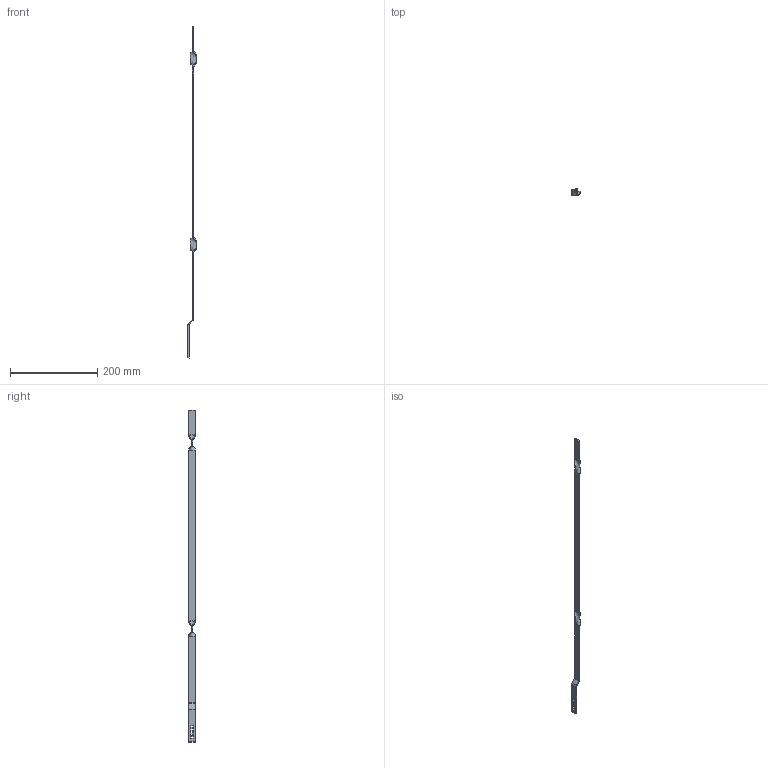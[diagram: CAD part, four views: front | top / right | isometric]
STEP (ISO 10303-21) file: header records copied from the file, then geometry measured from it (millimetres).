
FILE_DESCRIPTION((''),'2;1');
FILE_NAME('','2005-07-15T09:49:43',(''),(''),'','CADfix','');
FILE_SCHEMA(('AUTOMOTIVE_DESIGN'));
Length unit declared in the file: millimetre
Products named in the file (1): rod
Bounding box: 19.04 x 14.05 x 759 mm (x, y, z)
Volume: 31719.7 mm3; surface area: 26258.4 mm2
Topology: 1 solids, 1 shells, 66 faces, 200 edges, 120 vertices
Faces by surface type: bspline 66
Entity records: 3470 total; most frequent: CARTESIAN_POINT 2336, ORIENTED_EDGE 368, EDGE_CURVE 184, VERTEX_POINT 120, QUASI_UNIFORM_CURVE 104, EDGE_LOOP 76, B_SPLINE_CURVE_WITH_KNOTS 72, FACE_OUTER_BOUND 66
